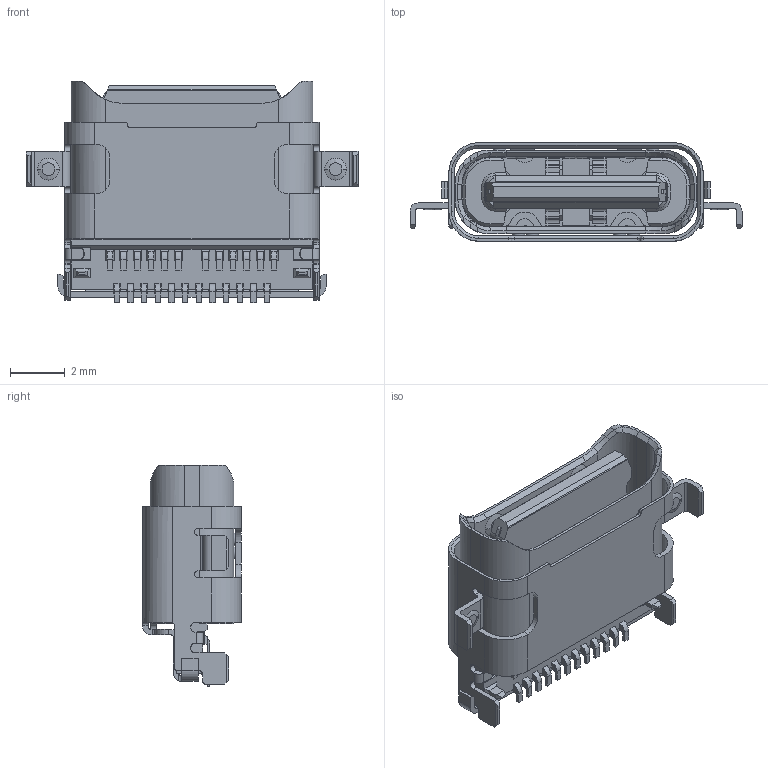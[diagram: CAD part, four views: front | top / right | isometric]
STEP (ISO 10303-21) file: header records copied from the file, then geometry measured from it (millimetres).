
FILE_DESCRIPTION((''),'2;1');
FILE_NAME('C-1-2295018-2','2019-11-08T03:03:57',('workeradm'),('TE Connectivity Ltd.'),'CREO PARAMETRIC BY PTC INC, 2019030','CREO PARAMETRIC BY PTC INC, 2019030','');
FILE_SCHEMA(('AUTOMOTIVE_DESIGN { 1 0 10303 214 1 1 1 1 }'));
Length unit declared in the file: millimetre
Products named in the file (1): C-1-2295018-2
Bounding box: 12.14 x 3.6 x 8.1 mm (x, y, z)
Volume: 116.9 mm3; surface area: 619.6 mm2
Topology: 1 solids, 1 shells, 944 faces, 2657 edges, 1726 vertices
Faces by surface type: plane 644, cylinder 242, bspline 28, cone 28, extrusion 2
Entity records: 31525 total; most frequent: CARTESIAN_POINT 6688, ORIENTED_EDGE 5310, DIRECTION 4869, EDGE_CURVE 2655, VECTOR 1981, LINE 1979, VERTEX_POINT 1726, AXIS2_PLACEMENT_3D 1444
